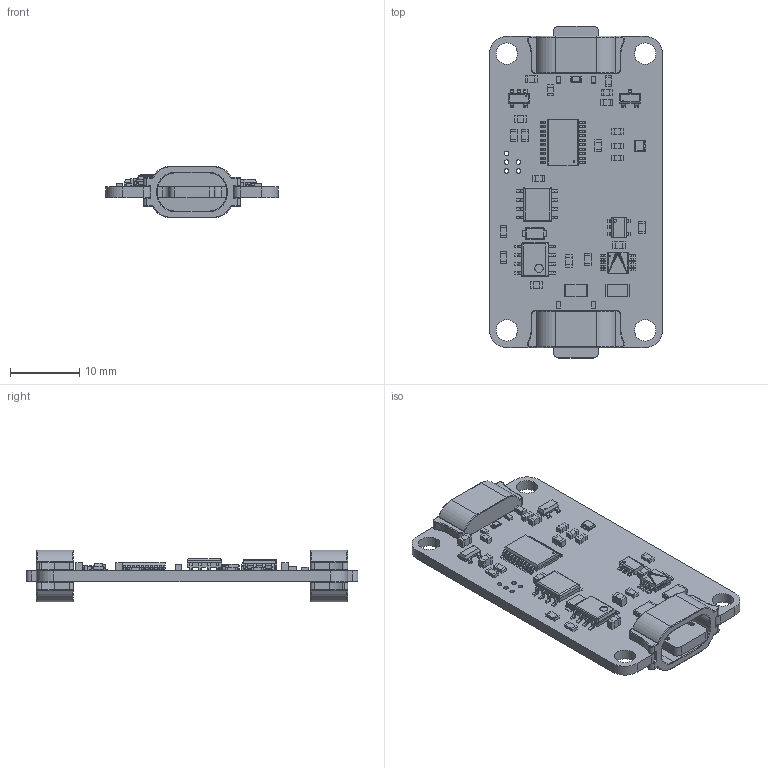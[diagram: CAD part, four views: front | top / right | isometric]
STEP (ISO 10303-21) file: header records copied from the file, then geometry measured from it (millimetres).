
FILE_DESCRIPTION(('Open CASCADE Model'),'2;1');
FILE_NAME('Open CASCADE Shape Model','2023-09-15T17:09:59',('Author'),( 'Open CASCADE'),'Open CASCADE STEP processor 6.8','Open CASCADE 6.8' ,'Unknown');
FILE_SCHEMA(('AUTOMOTIVE_DESIGN { 1 0 10303 214 1 1 1 1 }'));
Length unit declared in the file: millimetre
Products named in the file (90): PCB; Board; Open CASCADE STEP translator 6.8 1.1.1; R15; 6225714096; Extruded; 6225713936; U6; SOT23_5; U5; MSRC-STM-8-SOIC; U4; SOIC8; M08A_ASM_82_ASM; BODY_M08A_35; LEAD_M08A_57; TIEBAR_M08A_2_ASM; MANIFOLD_SOLID_BREP_2784; MANIFOLD_SOLID_BREP_2935; MANIFOLD_SOLID_BREP_3086; MANIFOLD_SOLID_BREP_3237; U3; DGS10; R13; R14; R12; R11; R9; 6225709296; 6225709136; R8; R7; RC0603N; R3; J3; MSRC_edge_connector_wall; D7; MSRC-0603_LED_Orange; D6; MSRC-RCLAMP0521P-N_v2 ...
Assembly tree (141 placements, depth 6):
  PCB
    Board
      Open CASCADE STEP translator 6.8 1.1.1
    R15
      6225714096
        Extruded
      6225713936  x2
        Extruded
    U6
      SOT23_5
    U5
      MSRC-STM-8-SOIC
    U4
      SOIC8
        M08A_ASM_82_ASM
          BODY_M08A_35
          LEAD_M08A_57  x8
          TIEBAR_M08A_2_ASM
            MANIFOLD_SOLID_BREP_2784
            MANIFOLD_SOLID_BREP_2935
            MANIFOLD_SOLID_BREP_3086
            MANIFOLD_SOLID_BREP_3237
    U3
      DGS10
    R13
      6225714096
        Extruded
      6225713936  x2
        Extruded
    R14
      6225714096
        Extruded
      6225713936  x2
        Extruded
    R12
      6225714096
        Extruded
      6225713936  x2
        Extruded
    R11
      6225714096
        Extruded
      6225713936  x2
        Extruded
    R9
      6225709296
        Extruded
      6225709136  x2
        Extruded
    R8
      6225709296
        Extruded
      6225709136  x2
        Extruded
    R7
      RC0603N
    R3
      6225713936  x2
        Extruded
      6225714096
Bounding box: 25 x 48 x 7.5 mm (x, y, z)
Volume: 2214.1 mm3; surface area: 4178.5 mm2
Topology: 156 solids, 665 shells, 2520 faces, 6268 edges, 4562 vertices
Faces by surface type: plane 1858, cylinder 502, torus 98, sphere 50, bspline 12
Full cylindrical faces by diameter (mm): 0.15 x2, 0.152 x1, 0.224 x1, 0.392 x1, 0.66 x5, 0.71 x6, 3.1 x4
Entity records: 70655 total; most frequent: CARTESIAN_POINT 13200, DIRECTION 9650, ORIENTED_EDGE 8229, EDGE_CURVE 4878, LINE 3970, VECTOR 3970, VERTEX_POINT 3691, AXIS2_PLACEMENT_3D 2840
